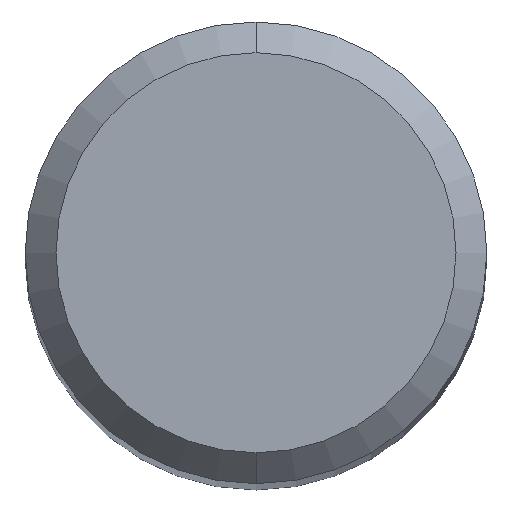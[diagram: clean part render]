
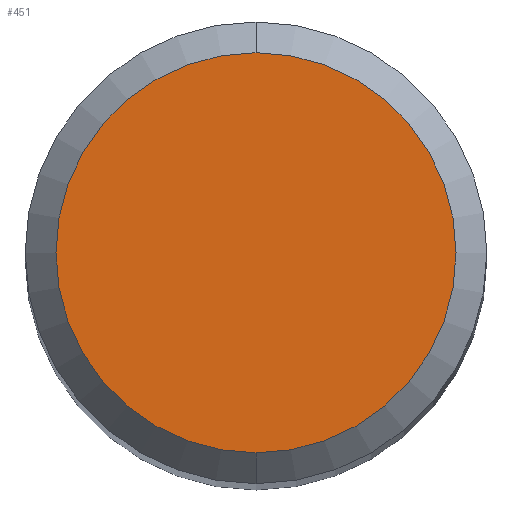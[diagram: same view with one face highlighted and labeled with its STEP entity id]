
A CAD part, top view. The second image highlights one B-rep face of the part: STEP entity #451.
In plain terms, the highlighted planar face has unit normal (0, 0, 1).
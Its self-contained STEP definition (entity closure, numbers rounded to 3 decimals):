
#201=EDGE_CURVE('',#367,#359,#518,.T.);
#223=EDGE_CURVE('',#359,#367,#541,.T.);
#359=VERTEX_POINT('',#688);
#367=VERTEX_POINT('',#697);
#451=ADVANCED_FACE('',(#794),#795,.T.);
#518=CIRCLE('',#904,2.6);
#541=CIRCLE('',#963,2.6);
#688=CARTESIAN_POINT('',(0.0,2.6,36.0));
#697=CARTESIAN_POINT('',(0.,-2.6,36.0));
#794=FACE_OUTER_BOUND('',#1412,.T.);
#795=PLANE('',#1413);
#904=AXIS2_PLACEMENT_3D('',#1500,#1501,#1502);
#963=AXIS2_PLACEMENT_3D('',#1519,#1520,#1521);
#1412=EDGE_LOOP('',(#1816,#1817));
#1413=AXIS2_PLACEMENT_3D('',#1818,#1819,#1820);
#1500=CARTESIAN_POINT('',(0.0,0.0,36.0));
#1501=DIRECTION('',(0.0,0.0,-1.0));
#1502=DIRECTION('',(0.0,1.0,0.0));
#1519=CARTESIAN_POINT('',(0.0,0.0,36.0));
#1520=DIRECTION('',(0.0,0.0,-1.0));
#1521=DIRECTION('',(0.0,1.0,0.0));
#1816=ORIENTED_EDGE('',*,*,#223,.F.);
#1817=ORIENTED_EDGE('',*,*,#201,.F.);
#1818=CARTESIAN_POINT('',(0.0,1.3,36.0));
#1819=DIRECTION('',(0.0,0.0,1.0));
#1820=DIRECTION('',(0.0,-1.0,0.0));
